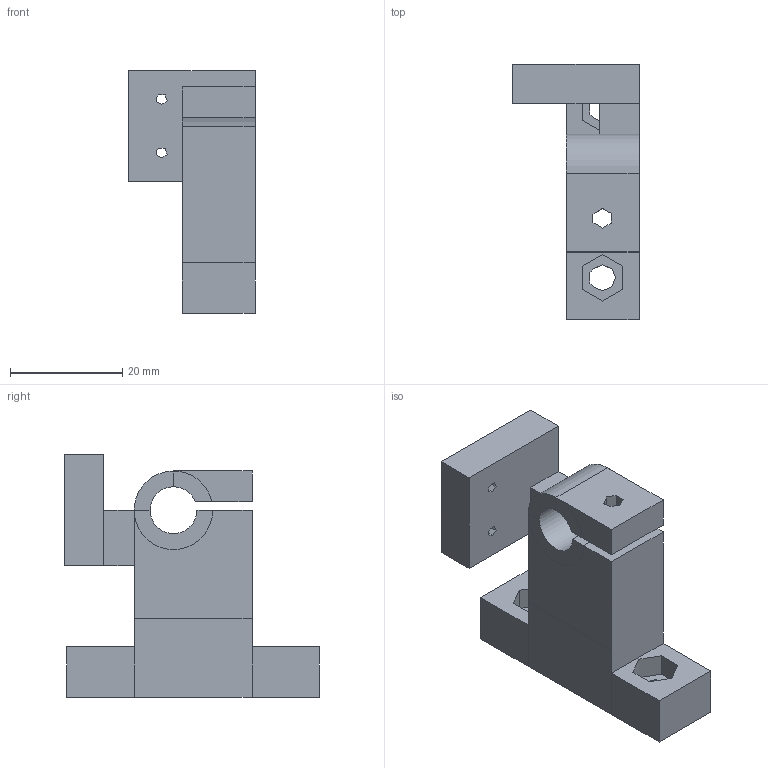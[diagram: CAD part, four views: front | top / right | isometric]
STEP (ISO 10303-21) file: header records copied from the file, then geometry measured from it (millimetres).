
FILE_DESCRIPTION(/* description */ (''),/* implementation_level */ '2;1');
FILE_NAME(/* name */ 'y bar clamp switch.step',/* time_stamp */ '2018-08-17T11:20:28+02:00',/* author */ ('boelle'),/* organization */ (''),/* preprocessor_version */ 'ST-DEVELOPER v17',/* originating_system */ 'Autodesk Translation Framework v7.1.0.215',/* authorisation */ '');
FILE_SCHEMA (('AUTOMOTIVE_DESIGN { 1 0 10303 214 3 1 1 }'));
Length unit declared in the file: millimetre
Products named in the file (1): y bar clamp switch
Bounding box: 22.5 x 45.4 x 43.23 mm (x, y, z)
Volume: 12788.6 mm3; surface area: 7875.6 mm2
Topology: 1 solids, 1 shells, 134 faces, 349 edges, 218 vertices
Faces by surface type: plane 132, cylinder 2
Entity records: 4044 total; most frequent: CARTESIAN_POINT 702, ORIENTED_EDGE 698, DIRECTION 638, EDGE_CURVE 349, LINE 330, VECTOR 330, VERTEX_POINT 218, AXIS2_PLACEMENT_3D 154
